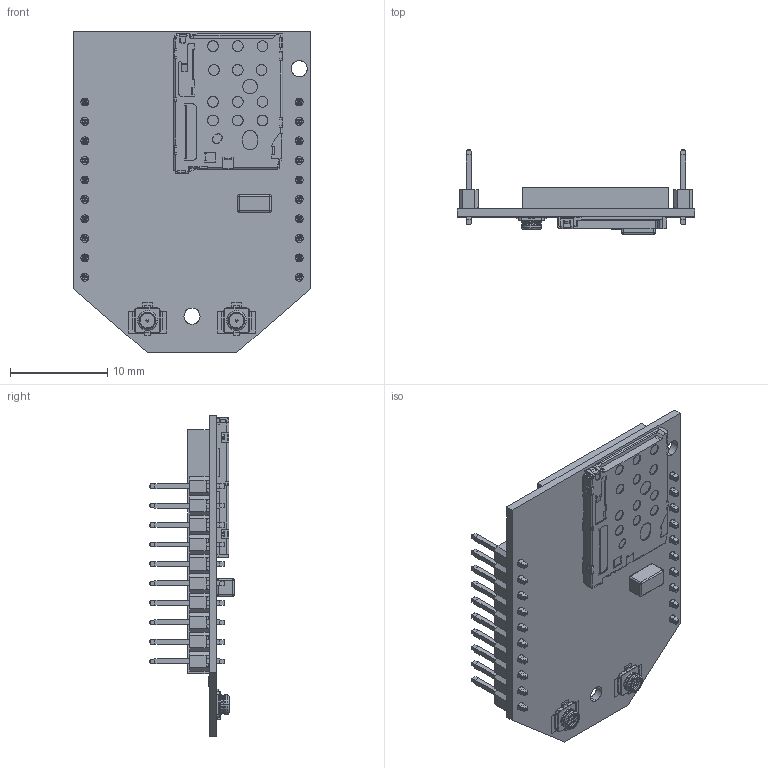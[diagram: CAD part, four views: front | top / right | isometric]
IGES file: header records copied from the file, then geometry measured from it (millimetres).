
Start section: SolidWorks IGES file using analytic representation for surfaces
Global section: file name: XB-Cell-Telit.IGS; native system: SolidWorks 2017; preprocessor: SolidWorks 2017; author: jroberts; date: 171003.130927; units: inch
Bounding box: 24.38 x 8.64 x 32.94 mm (x, y, z)
Surface area: 3716.5 mm2 (no closed solid volume)
Topology: 0 solids, 0 shells, 1818 faces, 12268 edges, 12260 vertices
Faces by surface type: bspline 1297, revolution 521
